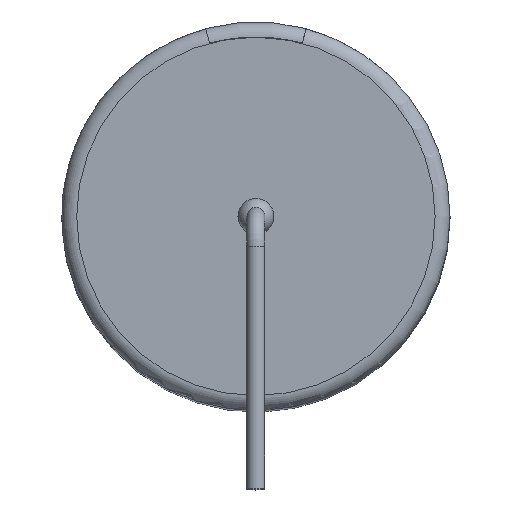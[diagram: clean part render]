
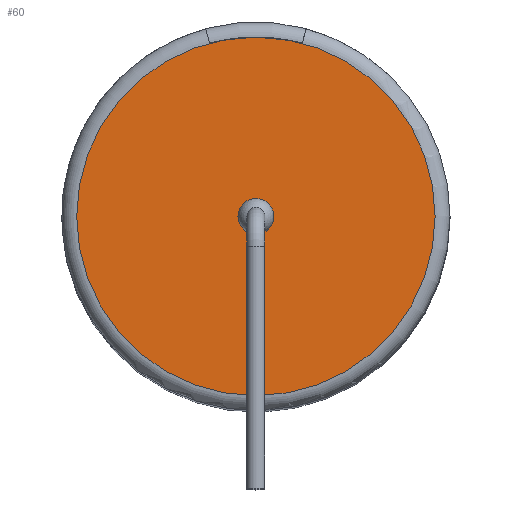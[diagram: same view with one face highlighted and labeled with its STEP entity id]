
A CAD part, top view. The second image highlights one B-rep face of the part: STEP entity #60.
In plain terms, the highlighted planar face has unit normal (0, 0, 1).
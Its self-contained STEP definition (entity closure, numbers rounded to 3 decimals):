
#21 = EDGE_CURVE('',#22,#22,#24,.T.);
#22 = VERTEX_POINT('',#23);
#23 = CARTESIAN_POINT('',(0.,-0.6,31.51));
#24 = CIRCLE('',#25,0.6);
#25 = AXIS2_PLACEMENT_3D('',#26,#27,#28);
#26 = CARTESIAN_POINT('',(0.,0.,31.51));
#27 = DIRECTION('',(-0.,0.,1.));
#28 = DIRECTION('',(0.,-1.,0.));
#60 = ADVANCED_FACE('',(#61,#72),#75,.T.);
#61 = FACE_BOUND('',#62,.T.);
#62 = EDGE_LOOP('',(#63));
#63 = ORIENTED_EDGE('',*,*,#64,.T.);
#64 = EDGE_CURVE('',#65,#65,#67,.T.);
#65 = VERTEX_POINT('',#66);
#66 = CARTESIAN_POINT('',(-6.,0.,31.51));
#67 = CIRCLE('',#68,6.);
#68 = AXIS2_PLACEMENT_3D('',#69,#70,#71);
#69 = CARTESIAN_POINT('',(0.,0.,31.51));
#70 = DIRECTION('',(0.,0.,1.));
#71 = DIRECTION('',(-1.,0.,0.));
#72 = FACE_BOUND('',#73,.T.);
#73 = EDGE_LOOP('',(#74));
#74 = ORIENTED_EDGE('',*,*,#21,.F.);
#75 = PLANE('',#76);
#76 = AXIS2_PLACEMENT_3D('',#77,#78,#79);
#77 = CARTESIAN_POINT('',(0.,0.,31.51));
#78 = DIRECTION('',(0.,0.,1.));
#79 = DIRECTION('',(0.,-1.,0.));
